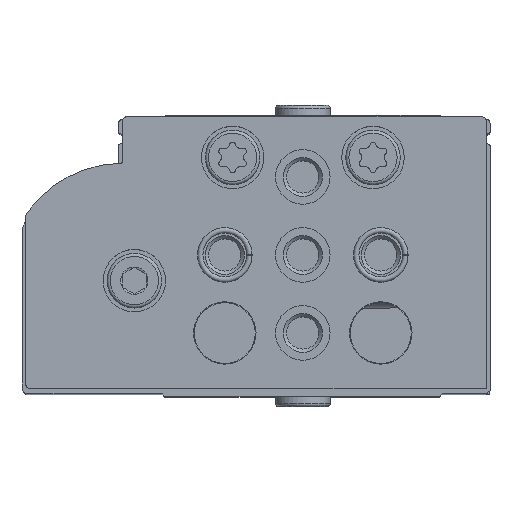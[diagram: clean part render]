
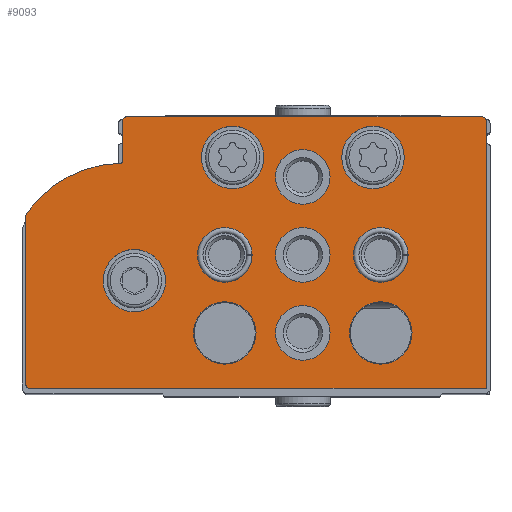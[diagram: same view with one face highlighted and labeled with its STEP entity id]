
A CAD part, top view. The second image highlights one B-rep face of the part: STEP entity #9093.
In plain terms, the highlighted face is planar.
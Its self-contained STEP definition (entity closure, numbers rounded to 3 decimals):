
#924=LINE('',#15467,#1608);
#926=LINE('',#15471,#1610);
#929=LINE('',#15479,#1613);
#934=LINE('',#15495,#1618);
#937=LINE('',#15503,#1621);
#1608=VECTOR('',#12485,1000.);
#1610=VECTOR('',#12489,1000.);
#1613=VECTOR('',#12498,1000.);
#1618=VECTOR('',#12517,1000.);
#1621=VECTOR('',#12526,1000.);
#3460=ORIENTED_EDGE('',*,*,#5129,.T.);
#3461=ORIENTED_EDGE('',*,*,#5130,.T.);
#3462=ORIENTED_EDGE('',*,*,#5131,.T.);
#3463=ORIENTED_EDGE('',*,*,#5132,.T.);
#3464=ORIENTED_EDGE('',*,*,#5133,.T.);
#3465=ORIENTED_EDGE('',*,*,#5134,.T.);
#3466=ORIENTED_EDGE('',*,*,#5135,.T.);
#3467=ORIENTED_EDGE('',*,*,#5136,.T.);
#3468=ORIENTED_EDGE('',*,*,#5137,.T.);
#3469=ORIENTED_EDGE('',*,*,#5138,.T.);
#3470=ORIENTED_EDGE('',*,*,#5106,.F.);
#3471=ORIENTED_EDGE('',*,*,#5127,.F.);
#3472=ORIENTED_EDGE('',*,*,#5125,.F.);
#3473=ORIENTED_EDGE('',*,*,#5123,.F.);
#3474=ORIENTED_EDGE('',*,*,#5121,.T.);
#3475=ORIENTED_EDGE('',*,*,#5119,.F.);
#3476=ORIENTED_EDGE('',*,*,#5117,.F.);
#3477=ORIENTED_EDGE('',*,*,#5115,.F.);
#3478=ORIENTED_EDGE('',*,*,#5113,.F.);
#3479=ORIENTED_EDGE('',*,*,#5111,.F.);
#3480=ORIENTED_EDGE('',*,*,#5109,.F.);
#5106=EDGE_CURVE('',#6114,#6115,#6679,.T.);
#5109=EDGE_CURVE('',#6115,#6116,#924,.T.);
#5111=EDGE_CURVE('',#6116,#6117,#926,.T.);
#5113=EDGE_CURVE('',#6117,#6118,#6680,.T.);
#5115=EDGE_CURVE('',#6118,#6119,#929,.T.);
#5117=EDGE_CURVE('',#6119,#6120,#6681,.T.);
#5119=EDGE_CURVE('',#6120,#6121,#6682,.T.);
#5121=EDGE_CURVE('',#6122,#6121,#6683,.T.);
#5123=EDGE_CURVE('',#6122,#6123,#934,.T.);
#5125=EDGE_CURVE('',#6123,#6124,#6684,.T.);
#5127=EDGE_CURVE('',#6124,#6114,#937,.T.);
#5129=EDGE_CURVE('',#6125,#6125,#6685,.T.);
#5130=EDGE_CURVE('',#6126,#6126,#6686,.T.);
#5131=EDGE_CURVE('',#6127,#6127,#6687,.T.);
#5132=EDGE_CURVE('',#6128,#6128,#6688,.T.);
#5133=EDGE_CURVE('',#6129,#6129,#6689,.T.);
#5134=EDGE_CURVE('',#6130,#6130,#6690,.T.);
#5135=EDGE_CURVE('',#6131,#6131,#6691,.T.);
#5136=EDGE_CURVE('',#6132,#6132,#6692,.T.);
#5137=EDGE_CURVE('',#6133,#6133,#6693,.T.);
#5138=EDGE_CURVE('',#6134,#6134,#6694,.T.);
#6114=VERTEX_POINT('',#15462);
#6115=VERTEX_POINT('',#15463);
#6116=VERTEX_POINT('',#15468);
#6117=VERTEX_POINT('',#15472);
#6118=VERTEX_POINT('',#15476);
#6119=VERTEX_POINT('',#15480);
#6120=VERTEX_POINT('',#15484);
#6121=VERTEX_POINT('',#15488);
#6122=VERTEX_POINT('',#15492);
#6123=VERTEX_POINT('',#15496);
#6124=VERTEX_POINT('',#15500);
#6125=VERTEX_POINT('',#15507);
#6126=VERTEX_POINT('',#15509);
#6127=VERTEX_POINT('',#15511);
#6128=VERTEX_POINT('',#15513);
#6129=VERTEX_POINT('',#15515);
#6130=VERTEX_POINT('',#15517);
#6131=VERTEX_POINT('',#15519);
#6132=VERTEX_POINT('',#15521);
#6133=VERTEX_POINT('',#15523);
#6134=VERTEX_POINT('',#15525);
#6679=CIRCLE('',#10240,0.5);
#6680=CIRCLE('',#10244,0.5);
#6681=CIRCLE('',#10247,1.);
#6682=CIRCLE('',#10249,15.);
#6683=CIRCLE('',#10251,0.3);
#6684=CIRCLE('',#10254,0.5);
#6685=CIRCLE('',#10257,4.);
#6686=CIRCLE('',#10258,4.);
#6687=CIRCLE('',#10259,4.);
#6688=CIRCLE('',#10260,3.5);
#6689=CIRCLE('',#10261,3.5);
#6690=CIRCLE('',#10262,3.5);
#6691=CIRCLE('',#10263,3.5);
#6692=CIRCLE('',#10264,3.5);
#6693=CIRCLE('',#10265,4.);
#6694=CIRCLE('',#10266,4.);
#7350=EDGE_LOOP('',(#3460));
#7351=EDGE_LOOP('',(#3461));
#7352=EDGE_LOOP('',(#3462));
#7353=EDGE_LOOP('',(#3463));
#7354=EDGE_LOOP('',(#3464));
#7355=EDGE_LOOP('',(#3465));
#7356=EDGE_LOOP('',(#3466));
#7357=EDGE_LOOP('',(#3467));
#7358=EDGE_LOOP('',(#3468));
#7359=EDGE_LOOP('',(#3469));
#7360=EDGE_LOOP('',(#3470,#3471,#3472,#3473,#3474,#3475,#3476,#3477,#3478,
#3479,#3480));
#8153=FACE_BOUND('',#7350,.T.);
#8154=FACE_BOUND('',#7351,.T.);
#8155=FACE_BOUND('',#7352,.T.);
#8156=FACE_BOUND('',#7353,.T.);
#8157=FACE_BOUND('',#7354,.T.);
#8158=FACE_BOUND('',#7355,.T.);
#8159=FACE_BOUND('',#7356,.T.);
#8160=FACE_BOUND('',#7357,.T.);
#8161=FACE_BOUND('',#7358,.T.);
#8162=FACE_BOUND('',#7359,.T.);
#8163=FACE_BOUND('',#7360,.T.);
#8660=PLANE('',#10256);
#9093=ADVANCED_FACE('',(#8153,#8154,#8155,#8156,#8157,#8158,#8159,#8160,
#8161,#8162,#8163),#8660,.F.);
#10240=AXIS2_PLACEMENT_3D('',#15461,#12479,#12480);
#10244=AXIS2_PLACEMENT_3D('',#15475,#12493,#12494);
#10247=AXIS2_PLACEMENT_3D('',#15483,#12502,#12503);
#10249=AXIS2_PLACEMENT_3D('',#15487,#12507,#12508);
#10251=AXIS2_PLACEMENT_3D('',#15491,#12512,#12513);
#10254=AXIS2_PLACEMENT_3D('',#15499,#12521,#12522);
#10256=AXIS2_PLACEMENT_3D('',#15505,#12528,#12529);
#10257=AXIS2_PLACEMENT_3D('',#15506,#12530,#12531);
#10258=AXIS2_PLACEMENT_3D('',#15508,#12532,#12533);
#10259=AXIS2_PLACEMENT_3D('',#15510,#12534,#12535);
#10260=AXIS2_PLACEMENT_3D('',#15512,#12536,#12537);
#10261=AXIS2_PLACEMENT_3D('',#15514,#12538,#12539);
#10262=AXIS2_PLACEMENT_3D('',#15516,#12540,#12541);
#10263=AXIS2_PLACEMENT_3D('',#15518,#12542,#12543);
#10264=AXIS2_PLACEMENT_3D('',#15520,#12544,#12545);
#10265=AXIS2_PLACEMENT_3D('',#15522,#12546,#12547);
#10266=AXIS2_PLACEMENT_3D('',#15524,#12548,#12549);
#12479=DIRECTION('',(0.,0.,1.));
#12480=DIRECTION('',(1.,0.,0.));
#12485=DIRECTION('',(0.,-1.,0.));
#12489=DIRECTION('',(1.,0.,0.));
#12493=DIRECTION('',(0.,0.,1.));
#12494=DIRECTION('',(1.,0.,0.));
#12498=DIRECTION('',(0.,1.,0.));
#12502=DIRECTION('',(0.,0.,1.));
#12503=DIRECTION('',(1.,0.,0.));
#12507=DIRECTION('',(0.,0.,1.));
#12508=DIRECTION('',(1.,0.,0.));
#12512=DIRECTION('',(0.,0.,1.));
#12513=DIRECTION('',(1.,0.,0.));
#12517=DIRECTION('',(0.,1.,0.));
#12521=DIRECTION('',(0.,0.,1.));
#12522=DIRECTION('',(1.,0.,0.));
#12526=DIRECTION('',(-1.,0.,0.));
#12528=DIRECTION('',(0.,0.,1.));
#12529=DIRECTION('',(1.,0.,0.));
#12530=DIRECTION('',(0.,0.,1.));
#12531=DIRECTION('',(1.,0.,0.));
#12532=DIRECTION('',(0.,0.,1.));
#12533=DIRECTION('',(1.,0.,0.));
#12534=DIRECTION('',(0.,0.,1.));
#12535=DIRECTION('',(1.,0.,0.));
#12536=DIRECTION('',(0.,0.,1.));
#12537=DIRECTION('',(1.,0.,0.));
#12538=DIRECTION('',(0.,0.,1.));
#12539=DIRECTION('',(1.,0.,0.));
#12540=DIRECTION('',(0.,0.,1.));
#12541=DIRECTION('',(1.,0.,0.));
#12542=DIRECTION('',(0.,0.,1.));
#12543=DIRECTION('',(1.,0.,0.));
#12544=DIRECTION('',(0.,0.,1.));
#12545=DIRECTION('',(1.,0.,0.));
#12546=DIRECTION('',(0.,0.,1.));
#12547=DIRECTION('',(1.,0.,0.));
#12548=DIRECTION('',(0.,0.,1.));
#12549=DIRECTION('',(1.,0.,0.));
#15461=CARTESIAN_POINT('',(0.5,34.3,0.));
#15462=CARTESIAN_POINT('',(0.5,34.8,0.));
#15463=CARTESIAN_POINT('',(0.,34.3,0.));
#15467=CARTESIAN_POINT('',(0.,34.3,0.));
#15468=CARTESIAN_POINT('',(0.,0.,0.));
#15471=CARTESIAN_POINT('',(0.,0.,0.));
#15472=CARTESIAN_POINT('',(58.5,0.,0.));
#15475=CARTESIAN_POINT('',(58.5,0.5,0.));
#15476=CARTESIAN_POINT('',(59.,0.5,0.));
#15479=CARTESIAN_POINT('',(59.,0.5,0.));
#15480=CARTESIAN_POINT('',(59.,21.976,0.));
#15483=CARTESIAN_POINT('',(58.,21.976,0.));
#15484=CARTESIAN_POINT('',(58.814,22.557,0.));
#15487=CARTESIAN_POINT('',(46.6,13.85,0.));
#15488=CARTESIAN_POINT('',(46.894,28.847,0.));
#15491=CARTESIAN_POINT('',(46.9,29.147,0.));
#15492=CARTESIAN_POINT('',(46.6,29.147,0.));
#15495=CARTESIAN_POINT('',(46.6,29.147,0.));
#15496=CARTESIAN_POINT('',(46.6,34.3,0.));
#15499=CARTESIAN_POINT('',(46.1,34.3,0.));
#15500=CARTESIAN_POINT('',(46.1,34.8,0.));
#15503=CARTESIAN_POINT('',(46.1,34.8,0.));
#15505=CARTESIAN_POINT('',(0.5,34.3,0.));
#15506=CARTESIAN_POINT('',(45.1,13.8,0.));
#15507=CARTESIAN_POINT('',(49.1,13.8,0.));
#15508=CARTESIAN_POINT('',(32.5,29.6,0.));
#15509=CARTESIAN_POINT('',(36.5,29.6,0.));
#15510=CARTESIAN_POINT('',(14.5,29.6,0.));
#15511=CARTESIAN_POINT('',(18.5,29.6,0.));
#15512=CARTESIAN_POINT('',(23.5,27.1,0.));
#15513=CARTESIAN_POINT('',(27.,27.1,0.));
#15514=CARTESIAN_POINT('',(33.5,17.1,0.));
#15515=CARTESIAN_POINT('',(37.,17.1,0.));
#15516=CARTESIAN_POINT('',(23.5,17.1,0.));
#15517=CARTESIAN_POINT('',(27.,17.1,0.));
#15518=CARTESIAN_POINT('',(13.5,17.1,0.));
#15519=CARTESIAN_POINT('',(17.,17.1,0.));
#15520=CARTESIAN_POINT('',(23.5,7.1,0.));
#15521=CARTESIAN_POINT('',(27.,7.1,0.));
#15522=CARTESIAN_POINT('',(33.5,7.1,0.));
#15523=CARTESIAN_POINT('',(37.5,7.1,0.));
#15524=CARTESIAN_POINT('',(13.5,7.1,0.));
#15525=CARTESIAN_POINT('',(17.5,7.1,0.));
